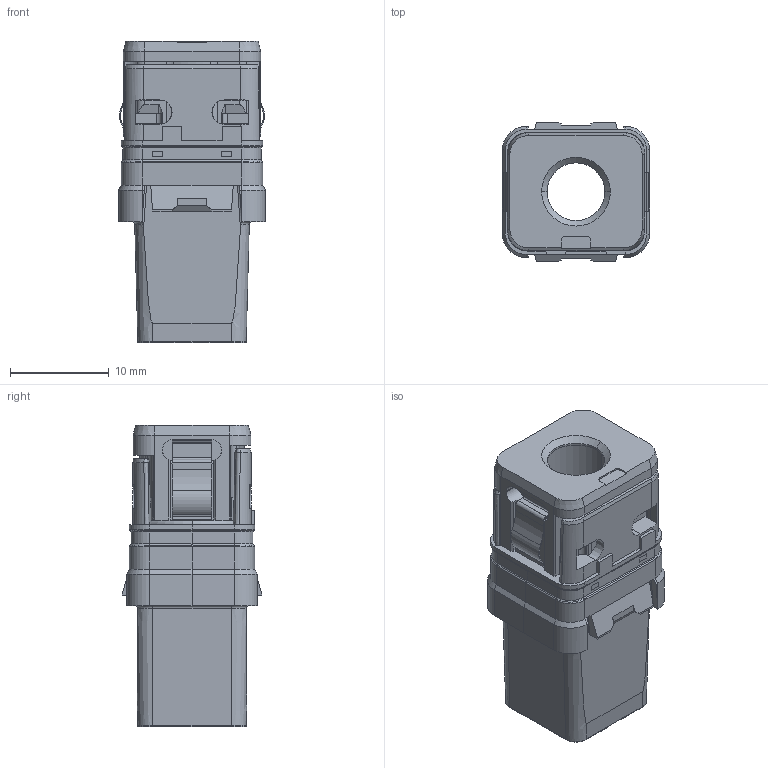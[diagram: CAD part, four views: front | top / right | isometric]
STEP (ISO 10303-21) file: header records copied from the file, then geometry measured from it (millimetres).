
FILE_DESCRIPTION((''),'2;1');
FILE_NAME('3350_9862_001_ASM','2022-02-03T',('fraiture'),(''),'CREO PARAMETRIC BY PTC INC, 2018360','CREO PARAMETRIC BY PTC INC, 2018360','');
FILE_SCHEMA(('CONFIG_CONTROL_DESIGN'));
Products named in the file (14): 3351_2867_702; 3351_2868_704_AF2; 3351_2868_704_AF3; 3351_2866_111_TS; 3351_2866_111_ASM; 3351_2865_704; 3351_2865_027_TS; 3351_2865_027_ASM; 3019_0950_000; 3351_2862_301; 3350_286X_502_SU_AF2; CLI-2326_AF3; 3350_2862_502_ASM; 3350_9862_001_ASM
Assembly tree (13 placements, depth 3):
  3350_9862_001_ASM
    3351_2866_111_ASM
      3351_2867_702
      3351_2868_704_AF2
      3351_2868_704_AF3
      3351_2866_111_TS
    3351_2865_027_ASM
      3351_2865_704
      3351_2865_027_TS
    3019_0950_000
    3350_2862_502_ASM
      3351_2862_301
      3350_286X_502_SU_AF2
      CLI-2326_AF3
Bounding box: 15 x 14.15 x 30.56 mm (x, y, z)
Volume: 2815.7 mm3; surface area: 6274.4 mm2
Topology: 9 solids, 10 shells, 1633 faces, 5144 edges, 3328 vertices
Faces by surface type: plane 917, bspline 294, cylinder 190, cone 178, torus 54
Entity records: 116785 total; most frequent: CARTESIAN_POINT 74436, ORIENTED_EDGE 10288, DIRECTION 7117, EDGE_CURVE 5144, VERTEX_POINT 3328, AXIS2_PLACEMENT_3D 2574, B_SPLINE_CURVE_WITH_KNOTS 1976, VECTOR 1969
